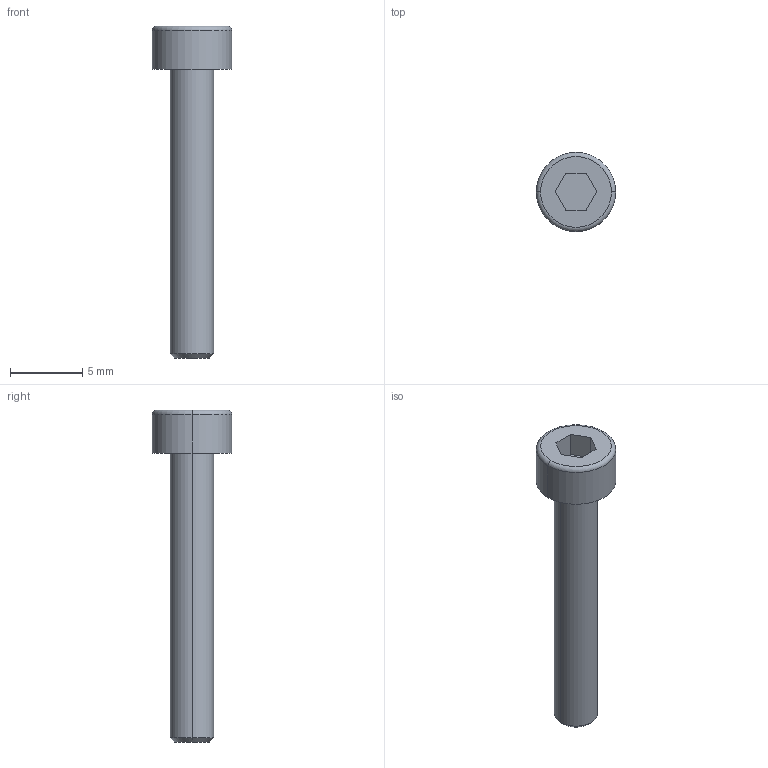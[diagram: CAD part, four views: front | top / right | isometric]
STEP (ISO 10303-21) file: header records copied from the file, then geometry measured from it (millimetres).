
FILE_DESCRIPTION (( 'STEP AP214' ), '1' );
FILE_NAME ('AC_PurchaseMechanical_SocketHeadScrew_ISO4762_M3x20.STEP', '2023-01-29T07:49:20', ( '' ), ( '' ), '', '', '' );
FILE_SCHEMA (( 'AUTOMOTIVE_DESIGN' ));
Length unit declared in the file: millimetre
Products named in the file (1): AC_PurchaseMechanical_SocketHeadScrew_ISO4762_M3x20
Bounding box: 5.5 x 5.5 x 23 mm (x, y, z)
Volume: 202.7 mm3; surface area: 298.5 mm2
Topology: 1 solids, 1 shells, 18 faces, 38 edges, 24 vertices
Faces by surface type: plane 10, cylinder 4, torus 2, cone 2
Entity records: 518 total; most frequent: DIRECTION 90, CARTESIAN_POINT 81, ORIENTED_EDGE 76, EDGE_CURVE 38, AXIS2_PLACEMENT_3D 33, VERTEX_POINT 24, VECTOR 24, LINE 24
